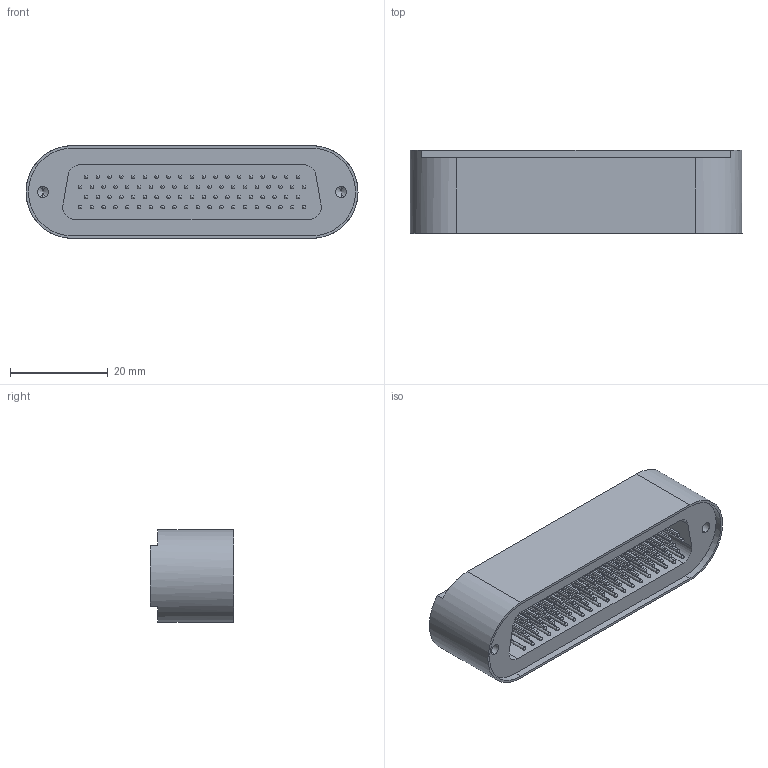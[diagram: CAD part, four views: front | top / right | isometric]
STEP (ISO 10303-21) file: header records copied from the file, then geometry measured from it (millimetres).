
FILE_DESCRIPTION (( 'STEP AP214' ), '1' );
FILE_NAME ('218-HD78-SS.STEP', '2015-01-21T14:16:19', ( '' ), ( '' ), 'SwSTEP 2.0', 'SolidWorks 2014', '' );
FILE_SCHEMA (( 'AUTOMOTIVE_DESIGN' ));
Length unit declared in the file: millimetre
Products named in the file (3): 9210-PIN-FENI-0.7_vergoldet; 218-HD78-SS; 9218-HDX-SS_78 pol. 0,7mm Bohrung
Assembly tree (79 placements, depth 2):
  218-HD78-SS
    9218-HDX-SS_78 pol. 0,7mm Bohrung
    9210-PIN-FENI-0.7_vergoldet  x78
Bounding box: 68 x 17 x 19 mm (x, y, z)
Volume: 11277.2 mm3; surface area: 10262.5 mm2
Topology: 79 solids, 79 shells, 517 faces, 1528 edges, 1012 vertices
Faces by surface type: cylinder 332, sphere 156, plane 21, cone 8
Entity records: 8098 total; most frequent: DIRECTION 1532, CARTESIAN_POINT 1273, ORIENTED_EDGE 1180, AXIS2_PLACEMENT_3D 651, EDGE_CURVE 590, VERTEX_POINT 392, EDGE_LOOP 372, CIRCLE 360
